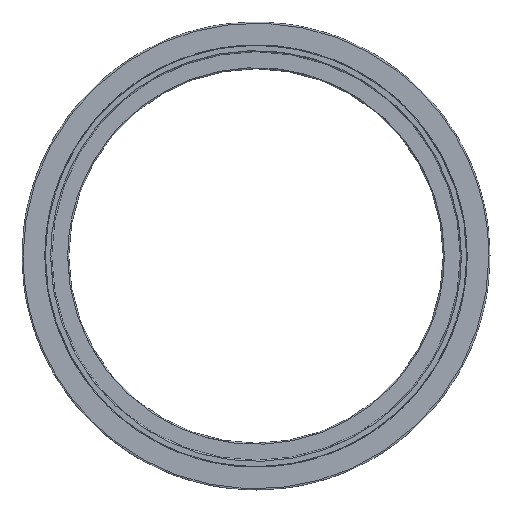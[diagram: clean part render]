
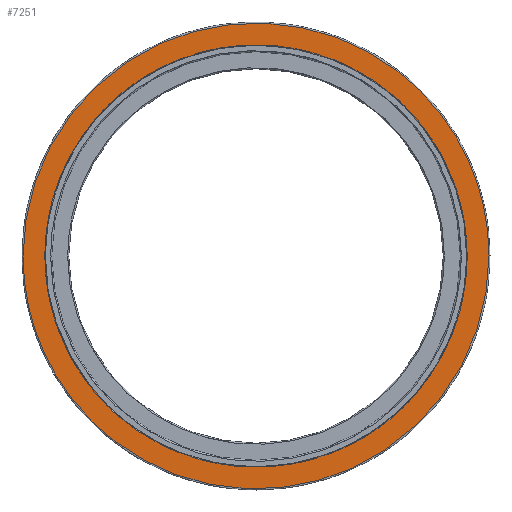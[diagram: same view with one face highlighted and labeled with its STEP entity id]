
A CAD part, left-side view. The second image highlights one B-rep face of the part: STEP entity #7251.
In plain terms, the highlighted planar face has unit normal (-1, 0, 0).
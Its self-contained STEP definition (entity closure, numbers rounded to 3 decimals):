
#122 = CARTESIAN_POINT ( 'NONE',  ( 0., 423., 0. ) ) ;
#612 = CARTESIAN_POINT ( 'NONE',  ( 0., 383.5, 0. ) ) ;
#1296 = CARTESIAN_POINT ( 'NONE',  ( 0., 423., 846. ) ) ;
#1562 = ORIENTED_EDGE ( 'NONE', *, *, #17013, .F. ) ;
#2167 = VERTEX_POINT ( 'NONE', #122 ) ;
#2171 = CARTESIAN_POINT ( 'NONE',  ( 0., -383.5, 0. ) ) ;
#2774 = EDGE_CURVE ( 'NONE', #7521, #2167, #4738, .T. ) ;
#4465 =( BOUNDED_CURVE ( )  B_SPLINE_CURVE ( 3, ( #14236, #6584, #12481, #22753 ),
 .UNSPECIFIED., .F., .F. ) 
 B_SPLINE_CURVE_WITH_KNOTS ( ( 4, 4 ),
 ( 0., 1. ),
 .UNSPECIFIED. ) 
 CURVE ( )  GEOMETRIC_REPRESENTATION_ITEM ( )  RATIONAL_B_SPLINE_CURVE ( ( 1., 0.333, 0.333, 1. ) ) 
 REPRESENTATION_ITEM ( '' )  );
#4467 = EDGE_LOOP ( 'NONE', ( #1562, #12944 ) ) ;
#4691 = CARTESIAN_POINT ( 'NONE',  ( 0., 383.5, -767. ) ) ;
#4738 =( BOUNDED_CURVE ( )  B_SPLINE_CURVE ( 3, ( #6566, #6351, #11519, #13523 ),
 .UNSPECIFIED., .F., .F. ) 
 B_SPLINE_CURVE_WITH_KNOTS ( ( 4, 4 ),
 ( 0., 1. ),
 .UNSPECIFIED. ) 
 CURVE ( )  GEOMETRIC_REPRESENTATION_ITEM ( )  RATIONAL_B_SPLINE_CURVE ( ( 1., 0.333, 0.333, 1. ) ) 
 REPRESENTATION_ITEM ( '' )  );
#5320 = ORIENTED_EDGE ( 'NONE', *, *, #22642, .F. ) ;
#6223 = CARTESIAN_POINT ( 'NONE',  ( 0., -383.5, -767. ) ) ;
#6351 = CARTESIAN_POINT ( 'NONE',  ( 0., -423., -846. ) ) ;
#6566 = CARTESIAN_POINT ( 'NONE',  ( 0., -423., 0. ) ) ;
#6584 = CARTESIAN_POINT ( 'NONE',  ( 0., -383.5, 767. ) ) ;
#7251 = ADVANCED_FACE ( 'NONE', ( #13397, #9874 ), #22396, .F. ) ;
#7521 = VERTEX_POINT ( 'NONE', #18621 ) ;
#9874 = FACE_OUTER_BOUND ( 'NONE', #4467, .T. ) ;
#10098 = DIRECTION ( 'NONE',  ( 0., 0., -1. ) ) ;
#11519 = CARTESIAN_POINT ( 'NONE',  ( 0., 423., -846. ) ) ;
#12481 = CARTESIAN_POINT ( 'NONE',  ( 0., 383.5, 767. ) ) ;
#12944 = ORIENTED_EDGE ( 'NONE', *, *, #2774, .F. ) ;
#13196 = EDGE_LOOP ( 'NONE', ( #5320, #13546 ) ) ;
#13226 = VERTEX_POINT ( 'NONE', #612 ) ;
#13397 = FACE_BOUND ( 'NONE', #13196, .T. ) ;
#13523 = CARTESIAN_POINT ( 'NONE',  ( 0., 423., 0. ) ) ;
#13546 = ORIENTED_EDGE ( 'NONE', *, *, #16305, .F. ) ;
#14130 = AXIS2_PLACEMENT_3D ( 'NONE', #17377, #20655, #10098 ) ;
#14236 = CARTESIAN_POINT ( 'NONE',  ( 0., -383.5, 0. ) ) ;
#16305 = EDGE_CURVE ( 'NONE', #19254, #13226, #4465, .T. ) ;
#17013 = EDGE_CURVE ( 'NONE', #2167, #7521, #22724, .T. ) ;
#17113 = CARTESIAN_POINT ( 'NONE',  ( 0., 423., 0. ) ) ;
#17364 = CARTESIAN_POINT ( 'NONE',  ( 0., -383.5, 0. ) ) ;
#17377 = CARTESIAN_POINT ( 'NONE',  ( 0., 0., 0. ) ) ;
#18621 = CARTESIAN_POINT ( 'NONE',  ( 0., -423., 0. ) ) ;
#19254 = VERTEX_POINT ( 'NONE', #2171 ) ;
#20655 = DIRECTION ( 'NONE',  ( 1., 0., 0. ) ) ;
#22117 =( BOUNDED_CURVE ( )  B_SPLINE_CURVE ( 3, ( #22610, #4691, #6223, #17364 ),
 .UNSPECIFIED., .F., .F. ) 
 B_SPLINE_CURVE_WITH_KNOTS ( ( 4, 4 ),
 ( 0., 1. ),
 .UNSPECIFIED. ) 
 CURVE ( )  GEOMETRIC_REPRESENTATION_ITEM ( )  RATIONAL_B_SPLINE_CURVE ( ( 1., 0.333, 0.333, 1. ) ) 
 REPRESENTATION_ITEM ( '' )  );
#22396 = PLANE ( 'NONE',  #14130 ) ;
#22480 = CARTESIAN_POINT ( 'NONE',  ( 0., -423., 846. ) ) ;
#22610 = CARTESIAN_POINT ( 'NONE',  ( 0., 383.5, 0. ) ) ;
#22642 = EDGE_CURVE ( 'NONE', #13226, #19254, #22117, .T. ) ;
#22724 =( BOUNDED_CURVE ( )  B_SPLINE_CURVE ( 3, ( #17113, #1296, #22480, #22821 ),
 .UNSPECIFIED., .F., .F. ) 
 B_SPLINE_CURVE_WITH_KNOTS ( ( 4, 4 ),
 ( 0., 1. ),
 .UNSPECIFIED. ) 
 CURVE ( )  GEOMETRIC_REPRESENTATION_ITEM ( )  RATIONAL_B_SPLINE_CURVE ( ( 1., 0.333, 0.333, 1. ) ) 
 REPRESENTATION_ITEM ( '' )  );
#22753 = CARTESIAN_POINT ( 'NONE',  ( 0., 383.5, 0. ) ) ;
#22821 = CARTESIAN_POINT ( 'NONE',  ( 0., -423., 0. ) ) ;
